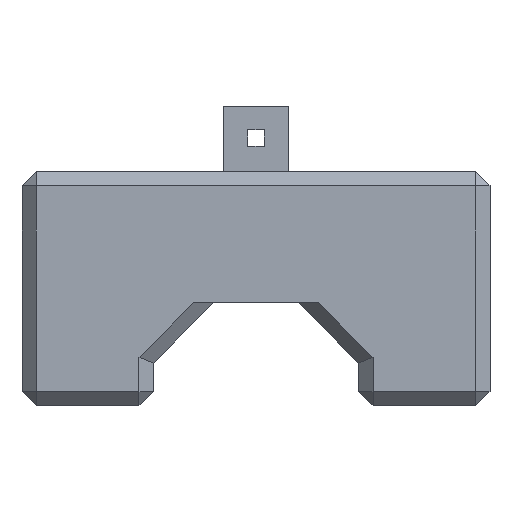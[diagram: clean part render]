
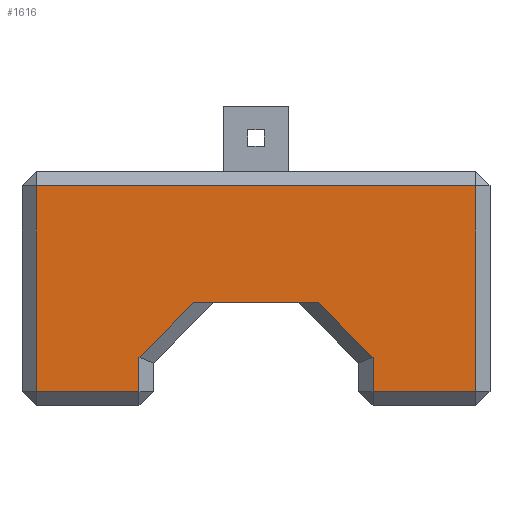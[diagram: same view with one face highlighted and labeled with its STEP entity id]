
A CAD part, left-side view. The second image highlights one B-rep face of the part: STEP entity #1616.
In plain terms, the highlighted planar face has unit normal (-1, 0, 0).
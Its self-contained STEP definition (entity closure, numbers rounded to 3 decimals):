
#10 = VECTOR ( 'NONE', #1840, 1000. ) ;
#11 = LINE ( 'NONE', #1312, #10 ) ;
#20 = CARTESIAN_POINT ( 'NONE',  ( 0., 37.5, 1.5 ) ) ;
#42 = CARTESIAN_POINT ( 'NONE',  ( 0., 1.5, 1.5 ) ) ;
#65 = CARTESIAN_POINT ( 'NONE',  ( 0., 16.161, 8.839 ) ) ;
#68 = CARTESIAN_POINT ( 'NONE',  ( 0., 31.678, 11. ) ) ;
#164 = CARTESIAN_POINT ( 'NONE',  ( 0., 1.5, 25. ) ) ;
#169 = VECTOR ( 'NONE', #2265, 1000. ) ;
#196 = CARTESIAN_POINT ( 'NONE',  ( 0., 48.5, 1.5 ) ) ;
#210 = EDGE_CURVE ( 'NONE', #2294, #1235, #461, .T. ) ;
#221 = CARTESIAN_POINT ( 'NONE',  ( 0., 18.322, 11. ) ) ;
#242 = CARTESIAN_POINT ( 'NONE',  ( 0., 12.5, 5.178 ) ) ;
#382 = EDGE_CURVE ( 'NONE', #1217, #735, #1393, .T. ) ;
#407 = VECTOR ( 'NONE', #2191, 1000. ) ;
#418 = DIRECTION ( 'NONE',  ( 0., -1., 0. ) ) ;
#458 = FACE_OUTER_BOUND ( 'NONE', #1752, .T. ) ;
#461 = LINE ( 'NONE', #1888, #169 ) ;
#472 = EDGE_CURVE ( 'NONE', #1299, #1217, #1061, .T. ) ;
#474 = EDGE_CURVE ( 'NONE', #1828, #1355, #550, .T. ) ;
#490 = VERTEX_POINT ( 'NONE', #902 ) ;
#521 = CARTESIAN_POINT ( 'NONE',  ( 0., 0., 25. ) ) ;
#542 = ORIENTED_EDGE ( 'NONE', *, *, #772, .T. ) ;
#543 = CARTESIAN_POINT ( 'NONE',  ( 0., 48.5, 25. ) ) ;
#550 = LINE ( 'NONE', #2380, #1231 ) ;
#730 = EDGE_CURVE ( 'NONE', #735, #2038, #1979, .T. ) ;
#735 = VERTEX_POINT ( 'NONE', #1033 ) ;
#742 = ORIENTED_EDGE ( 'NONE', *, *, #382, .T. ) ;
#772 = EDGE_CURVE ( 'NONE', #490, #1355, #942, .T. ) ;
#798 = EDGE_CURVE ( 'NONE', #1235, #1299, #11, .T. ) ;
#877 = ORIENTED_EDGE ( 'NONE', *, *, #1778, .T. ) ;
#902 = CARTESIAN_POINT ( 'NONE',  ( 0., 37.5, 5.178 ) ) ;
#942 = LINE ( 'NONE', #1862, #2210 ) ;
#965 = VECTOR ( 'NONE', #2125, 1000. ) ;
#1017 = DIRECTION ( 'NONE',  ( 0., 0., 1. ) ) ;
#1033 = CARTESIAN_POINT ( 'NONE',  ( 0., 48.5, 23.5 ) ) ;
#1061 = LINE ( 'NONE', #164, #407 ) ;
#1067 = ORIENTED_EDGE ( 'NONE', *, *, #798, .T. ) ;
#1090 = LINE ( 'NONE', #1400, #2300 ) ;
#1118 = DIRECTION ( 'NONE',  ( 0., -0.707, -0.707 ) ) ;
#1126 = ORIENTED_EDGE ( 'NONE', *, *, #472, .T. ) ;
#1159 = DIRECTION ( 'NONE',  ( 0., 0., -1. ) ) ;
#1164 = ORIENTED_EDGE ( 'NONE', *, *, #474, .F. ) ;
#1175 = ORIENTED_EDGE ( 'NONE', *, *, #210, .T. ) ;
#1176 = VERTEX_POINT ( 'NONE', #20 ) ;
#1217 = VERTEX_POINT ( 'NONE', #2203 ) ;
#1231 = VECTOR ( 'NONE', #1256, 1000. ) ;
#1235 = VERTEX_POINT ( 'NONE', #2013 ) ;
#1256 = DIRECTION ( 'NONE',  ( 0., 1., 0. ) ) ;
#1299 = VERTEX_POINT ( 'NONE', #42 ) ;
#1312 = CARTESIAN_POINT ( 'NONE',  ( 0., 0., 1.5 ) ) ;
#1337 = CARTESIAN_POINT ( 'NONE',  ( 0., 36., 1.5 ) ) ;
#1355 = VERTEX_POINT ( 'NONE', #68 ) ;
#1381 = CARTESIAN_POINT ( 'NONE',  ( 0., 0., 23.5 ) ) ;
#1391 = VECTOR ( 'NONE', #1963, 1000. ) ;
#1393 = LINE ( 'NONE', #1381, #965 ) ;
#1400 = CARTESIAN_POINT ( 'NONE',  ( 0., 37.5, 25. ) ) ;
#1415 = ORIENTED_EDGE ( 'NONE', *, *, #1496, .T. ) ;
#1443 = DIRECTION ( 'NONE',  ( 0., -0.707, 0.707 ) ) ;
#1496 = EDGE_CURVE ( 'NONE', #1176, #490, #1090, .T. ) ;
#1497 = LINE ( 'NONE', #1337, #1604 ) ;
#1604 = VECTOR ( 'NONE', #418, 1000. ) ;
#1616 = ADVANCED_FACE ( 'NONE', ( #458 ), #2084, .F. ) ;
#1730 = ORIENTED_EDGE ( 'NONE', *, *, #730, .T. ) ;
#1752 = EDGE_LOOP ( 'NONE', ( #542, #1164, #877, #1175, #1067, #1126, #742, #1730, #1871, #1415 ) ) ;
#1778 = EDGE_CURVE ( 'NONE', #1828, #2294, #2286, .T. ) ;
#1828 = VERTEX_POINT ( 'NONE', #221 ) ;
#1840 = DIRECTION ( 'NONE',  ( 0., -1., 0. ) ) ;
#1842 = VECTOR ( 'NONE', #1118, 1000. ) ;
#1850 = AXIS2_PLACEMENT_3D ( 'NONE', #521, #2178, #1159 ) ;
#1862 = CARTESIAN_POINT ( 'NONE',  ( 0., 8.839, 33.839 ) ) ;
#1871 = ORIENTED_EDGE ( 'NONE', *, *, #1879, .T. ) ;
#1879 = EDGE_CURVE ( 'NONE', #2038, #1176, #1497, .T. ) ;
#1888 = CARTESIAN_POINT ( 'NONE',  ( 0., 12.5, 25. ) ) ;
#1963 = DIRECTION ( 'NONE',  ( 0., 0., -1. ) ) ;
#1979 = LINE ( 'NONE', #543, #1391 ) ;
#2013 = CARTESIAN_POINT ( 'NONE',  ( 0., 12.5, 1.5 ) ) ;
#2038 = VERTEX_POINT ( 'NONE', #196 ) ;
#2084 = PLANE ( 'NONE',  #1850 ) ;
#2125 = DIRECTION ( 'NONE',  ( 0., 1., 0. ) ) ;
#2178 = DIRECTION ( 'NONE',  ( 1., 0., 0. ) ) ;
#2191 = DIRECTION ( 'NONE',  ( 0., 0., 1. ) ) ;
#2203 = CARTESIAN_POINT ( 'NONE',  ( 0., 1.5, 23.5 ) ) ;
#2210 = VECTOR ( 'NONE', #1443, 1000. ) ;
#2265 = DIRECTION ( 'NONE',  ( 0., 0., -1. ) ) ;
#2286 = LINE ( 'NONE', #65, #1842 ) ;
#2294 = VERTEX_POINT ( 'NONE', #242 ) ;
#2300 = VECTOR ( 'NONE', #1017, 1000. ) ;
#2380 = CARTESIAN_POINT ( 'NONE',  ( 0., 20.444, 11. ) ) ;
